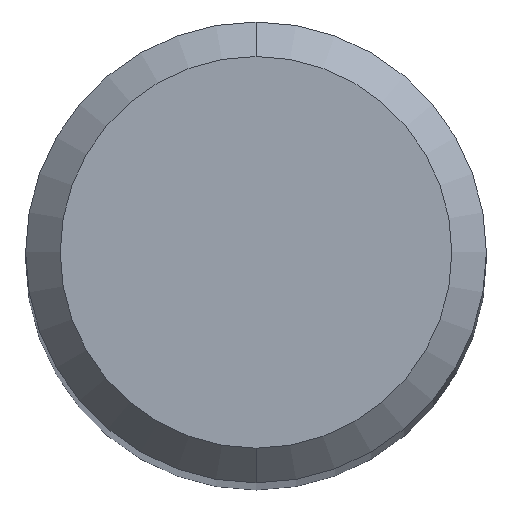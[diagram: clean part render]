
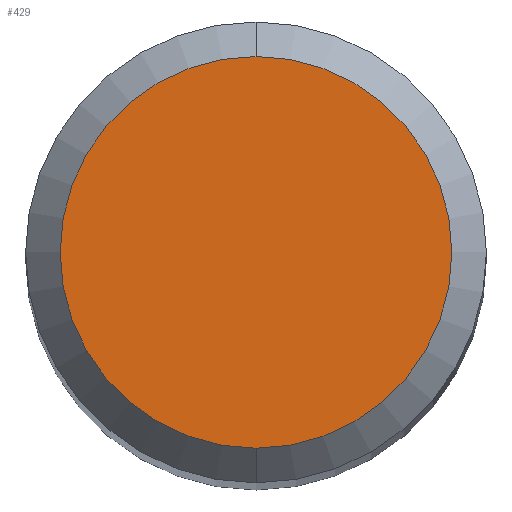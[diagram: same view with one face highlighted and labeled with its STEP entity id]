
A CAD part, top view. The second image highlights one B-rep face of the part: STEP entity #429.
In plain terms, the highlighted planar face has unit normal (0, 0, 1).
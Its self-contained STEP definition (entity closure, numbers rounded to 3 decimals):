
#253=EDGE_CURVE('',#307,#425,#565,.T.);
#289=EDGE_CURVE('',#425,#307,#605,.T.);
#307=VERTEX_POINT('',#627);
#425=VERTEX_POINT('',#755);
#429=ADVANCED_FACE('',(#759),#760,.T.);
#565=CIRCLE('',#971,1.7);
#605=CIRCLE('',#1040,1.7);
#627=CARTESIAN_POINT('',(0.,-1.7,0.0));
#755=CARTESIAN_POINT('',(0.0,1.7,0.0));
#759=FACE_OUTER_BOUND('',#1365,.T.);
#760=PLANE('',#1366);
#971=AXIS2_PLACEMENT_3D('',#1523,#1524,#1525);
#1040=AXIS2_PLACEMENT_3D('',#1572,#1573,#1574);
#1365=EDGE_LOOP('',(#1732,#1733));
#1366=AXIS2_PLACEMENT_3D('',#1734,#1735,#1736);
#1523=CARTESIAN_POINT('',(0.0,0.0,0.0));
#1524=DIRECTION('',(0.0,0.0,-1.0));
#1525=DIRECTION('',(0.0,1.0,0.0));
#1572=CARTESIAN_POINT('',(0.0,0.0,0.0));
#1573=DIRECTION('',(0.0,0.0,-1.0));
#1574=DIRECTION('',(0.0,1.0,0.0));
#1732=ORIENTED_EDGE('',*,*,#289,.F.);
#1733=ORIENTED_EDGE('',*,*,#253,.F.);
#1734=CARTESIAN_POINT('',(0.0,0.85,0.0));
#1735=DIRECTION('',(-0.0,0.0,1.0));
#1736=DIRECTION('',(0.0,-1.0,0.0));
